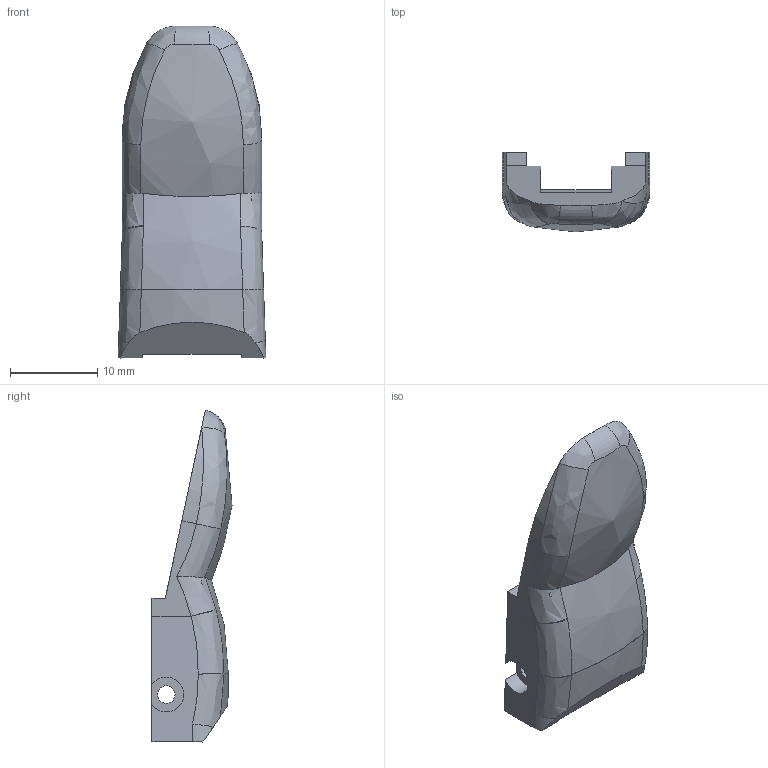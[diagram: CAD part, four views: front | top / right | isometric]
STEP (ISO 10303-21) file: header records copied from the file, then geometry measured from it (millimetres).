
FILE_DESCRIPTION(/* description */ (''),/* implementation_level */ '2;1');
FILE_NAME(/* name */ 'Front.step',/* time_stamp */ '2019-01-12T21:27:09+01:00',/* author */ (''),/* organization */ (''),/* preprocessor_version */ 'ST-DEVELOPER v17.2',/* originating_system */ 'Autodesk Translation Framework v7.6.0.251',/* authorisation */ '');
FILE_SCHEMA (('AUTOMOTIVE_DESIGN { 1 0 10303 214 3 1 1 }'));
Length unit declared in the file: millimetre
Products named in the file (1): FusionComponent
Bounding box: 16.96 x 9.19 x 38.12 mm (x, y, z)
Volume: 1887 mm3; surface area: 1946.5 mm2
Topology: 1 solids, 3 shells, 65 faces, 177 edges, 118 vertices
Faces by surface type: plane 31, bspline 18, cylinder 12, cone 3, torus 1
Full cylindrical faces by diameter (mm): 2 x2
Entity records: 2778 total; most frequent: CARTESIAN_POINT 1246, ORIENTED_EDGE 354, DIRECTION 237, EDGE_CURVE 177, VERTEX_POINT 118, LINE 79, VECTOR 79, AXIS2_PLACEMENT_3D 79
